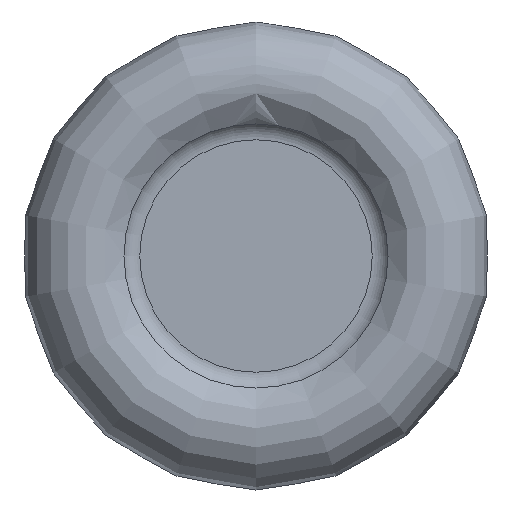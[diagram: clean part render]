
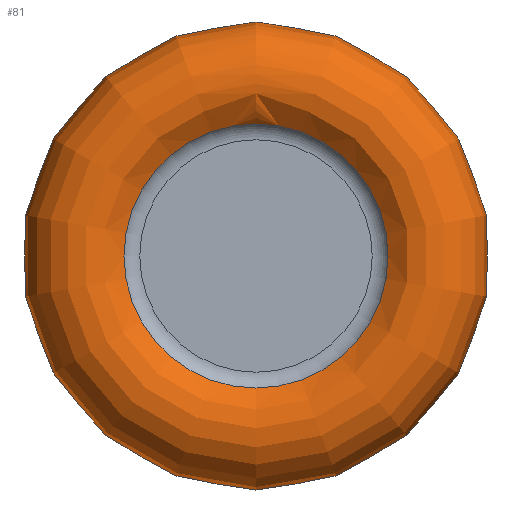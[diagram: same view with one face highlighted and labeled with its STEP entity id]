
A CAD part, left-side view. The second image highlights one B-rep face of the part: STEP entity #81.
In plain terms, the highlighted face is a revolution surface.
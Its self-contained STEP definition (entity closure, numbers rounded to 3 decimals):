
#37=SURFACE_OF_REVOLUTION('',#39,#38);
#38=AXIS1_PLACEMENT('',#505,#322);
#39=B_SPLINE_CURVE_WITH_KNOTS('',3,(#437,#438,#439,#440,#441,#442,#443,
#444,#445,#446,#447,#448,#449,#450,#451,#452,#453,#454,#455,#456,#457,#458,
#459,#460,#461,#462,#463,#464,#465,#466,#467,#468,#469,#470,#471,#472,#473,
#474,#475,#476,#477,#478,#479,#480,#481,#482,#483,#484,#485,#486,#487,#488,
#489,#490,#491,#492,#493,#494,#495,#496,#497,#498,#499,#500,#501,#502,#503,
#504),.UNSPECIFIED.,.T.,.F.,(2,2,2,2,2,2,2,2,2,2,2,2,2,2,2,2,2,2,2,2,2,
2,2,2,2,2,2,2,2,2,2,2,2,2,2,2),(-0.031,0.,0.031,0.063,0.094,0.125,
0.156,0.188,0.219,0.25,0.281,0.313,0.344,0.375,0.406,0.438,
0.469,0.5,0.531,0.563,0.594,0.625,0.656,0.688,0.719,0.75,0.781,
0.813,0.828,0.844,0.875,0.906,0.938,0.969,1.,1.031),
 .UNSPECIFIED.);
#81=ADVANCED_FACE('',(#108,#109),#37,.T.);
#108=FACE_BOUND('',#142,.T.);
#109=FACE_BOUND('',#143,.T.);
#142=EDGE_LOOP('',(#178));
#143=EDGE_LOOP('',(#179));
#178=ORIENTED_EDGE('',*,*,#226,.F.);
#179=ORIENTED_EDGE('',*,*,#225,.T.);
#207=VERTEX_POINT('',#433);
#208=VERTEX_POINT('',#436);
#225=EDGE_CURVE('',#207,#207,#243,.T.);
#226=EDGE_CURVE('',#208,#208,#244,.T.);
#243=CIRCLE('',#267,18.729);
#244=CIRCLE('',#269,10.688);
#267=AXIS2_PLACEMENT_3D('',#432,#316,#317);
#269=AXIS2_PLACEMENT_3D('',#435,#320,#321);
#316=DIRECTION('',(-1.,0.,0.));
#317=DIRECTION('',(0.,0.,1.));
#320=DIRECTION('',(-1.,0.,0.));
#321=DIRECTION('',(0.,0.,1.));
#322=DIRECTION('',(-1.,0.,0.));
#432=CARTESIAN_POINT('',(7.431,0.,0.));
#433=CARTESIAN_POINT('',(7.431,0.,18.729));
#435=CARTESIAN_POINT('',(2.713,0.,0.));
#436=CARTESIAN_POINT('',(2.713,0.,10.688));
#437=CARTESIAN_POINT('',(5.683,9.439,0.));
#438=CARTESIAN_POINT('',(6.317,9.439,0.));
#439=CARTESIAN_POINT('',(6.63,9.469,0.));
#440=CARTESIAN_POINT('',(7.251,9.588,0.));
#441=CARTESIAN_POINT('',(7.554,9.676,0.));
#442=CARTESIAN_POINT('',(8.134,9.908,0.));
#443=CARTESIAN_POINT('',(8.416,10.053,0.));
#444=CARTESIAN_POINT('',(8.945,10.395,0.));
#445=CARTESIAN_POINT('',(9.19,10.59,0.));
#446=CARTESIAN_POINT('',(9.64,11.026,0.));
#447=CARTESIAN_POINT('',(9.846,11.27,0.));
#448=CARTESIAN_POINT('',(10.199,11.787,0.));
#449=CARTESIAN_POINT('',(10.349,12.062,0.));
#450=CARTESIAN_POINT('',(10.593,12.643,0.));
#451=CARTESIAN_POINT('',(10.686,12.946,0.));
#452=CARTESIAN_POINT('',(10.808,13.558,0.));
#453=CARTESIAN_POINT('',(10.838,13.874,0.));
#454=CARTESIAN_POINT('',(10.834,14.504,0.));
#455=CARTESIAN_POINT('',(10.801,14.815,0.));
#456=CARTESIAN_POINT('',(10.674,15.428,0.));
#457=CARTESIAN_POINT('',(10.578,15.732,0.));
#458=CARTESIAN_POINT('',(10.332,16.308,0.));
#459=CARTESIAN_POINT('',(10.181,16.582,0.));
#460=CARTESIAN_POINT('',(9.826,17.101,0.));
#461=CARTESIAN_POINT('',(9.621,17.344,0.));
#462=CARTESIAN_POINT('',(9.174,17.781,0.));
#463=CARTESIAN_POINT('',(8.931,17.977,0.));
#464=CARTESIAN_POINT('',(8.401,18.324,0.));
#465=CARTESIAN_POINT('',(8.123,18.469,0.));
#466=CARTESIAN_POINT('',(7.544,18.704,0.));
#467=CARTESIAN_POINT('',(7.24,18.795,0.));
#468=CARTESIAN_POINT('',(6.622,18.915,0.));
#469=CARTESIAN_POINT('',(6.311,18.944,0.));
#470=CARTESIAN_POINT('',(5.685,18.944,0.));
#471=CARTESIAN_POINT('',(5.367,18.913,0.));
#472=CARTESIAN_POINT('',(4.752,18.792,0.));
#473=CARTESIAN_POINT('',(4.453,18.703,0.));
#474=CARTESIAN_POINT('',(3.87,18.466,0.));
#475=CARTESIAN_POINT('',(3.589,18.318,0.));
#476=CARTESIAN_POINT('',(3.067,17.975,0.));
#477=CARTESIAN_POINT('',(2.822,17.778,0.));
#478=CARTESIAN_POINT('',(2.37,17.335,0.));
#479=CARTESIAN_POINT('',(2.169,17.095,0.));
#480=CARTESIAN_POINT('',(1.817,16.578,0.));
#481=CARTESIAN_POINT('',(1.663,16.299,0.));
#482=CARTESIAN_POINT('',(1.418,15.721,0.));
#483=CARTESIAN_POINT('',(1.325,15.422,0.));
#484=CARTESIAN_POINT('',(1.198,14.807,0.));
#485=CARTESIAN_POINT('',(1.165,14.49,0.));
#486=CARTESIAN_POINT('',(1.163,13.865,0.));
#487=CARTESIAN_POINT('',(1.193,13.553,0.));
#488=CARTESIAN_POINT('',(1.318,12.932,0.));
#489=CARTESIAN_POINT('',(1.41,12.633,0.));
#490=CARTESIAN_POINT('',(1.593,12.201,0.));
#491=CARTESIAN_POINT('',(1.661,12.06,0.));
#492=CARTESIAN_POINT('',(1.812,11.784,0.));
#493=CARTESIAN_POINT('',(1.896,11.648,0.));
#494=CARTESIAN_POINT('',(2.162,11.26,0.));
#495=CARTESIAN_POINT('',(2.364,11.022,0.));
#496=CARTESIAN_POINT('',(2.814,10.586,0.));
#497=CARTESIAN_POINT('',(3.065,10.388,0.));
#498=CARTESIAN_POINT('',(3.591,10.049,0.));
#499=CARTESIAN_POINT('',(3.868,9.907,0.));
#500=CARTESIAN_POINT('',(4.453,9.674,0.));
#501=CARTESIAN_POINT('',(4.758,9.585,0.));
#502=CARTESIAN_POINT('',(5.372,9.469,0.));
#503=CARTESIAN_POINT('',(5.683,9.439,0.));
#504=CARTESIAN_POINT('',(6.317,9.439,0.));
#505=CARTESIAN_POINT('',(0.,0.,0.));
